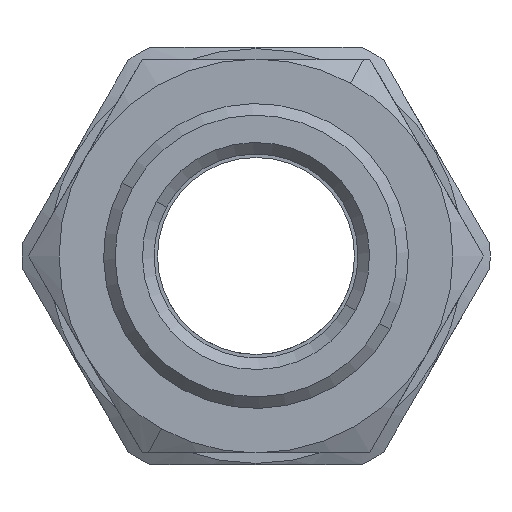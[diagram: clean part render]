
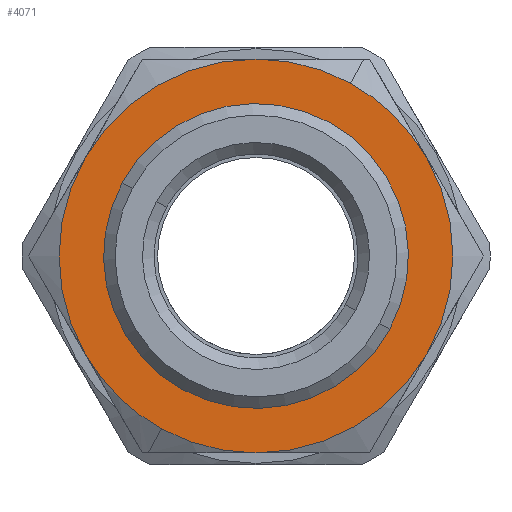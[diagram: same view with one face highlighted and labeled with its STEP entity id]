
A CAD part, front view. The second image highlights one B-rep face of the part: STEP entity #4071.
In plain terms, the highlighted planar face has unit normal (0, -1, 0).
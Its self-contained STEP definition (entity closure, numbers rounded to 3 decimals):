
#114=CARTESIAN_POINT('Vertex',(7.361,0.,4.25)) ;
#859=CARTESIAN_POINT('Vertex',(7.361,0.,-4.25)) ;
#891=CARTESIAN_POINT('Axis2P3D Location',(0.,0.,0.)) ;
#965=CARTESIAN_POINT('Vertex',(0.,0.,8.5)) ;
#1099=CARTESIAN_POINT('Vertex',(4.075,0.,7.459)) ;
#1102=CARTESIAN_POINT('Axis2P3D Location',(0.,0.,0.)) ;
#3044=CARTESIAN_POINT('Vertex',(0.,0.,-8.5)) ;
#3849=CARTESIAN_POINT('Axis2P3D Location',(0.,0.,0.)) ;
#4007=CARTESIAN_POINT('Axis2P3D Location',(0.,0.,0.)) ;
#4012=CARTESIAN_POINT('Axis2P3D Location',(0.,0.,0.)) ;
#4017=CARTESIAN_POINT('Axis2P3D Location',(0.,0.,0.)) ;
#4021=CARTESIAN_POINT('Vertex',(-7.361,0.,4.25)) ;
#4024=CARTESIAN_POINT('Axis2P3D Location',(0.,0.,0.)) ;
#4028=CARTESIAN_POINT('Vertex',(-7.361,0.,-4.25)) ;
#4031=CARTESIAN_POINT('Axis2P3D Location',(0.,0.,0.)) ;
#4035=CARTESIAN_POINT('Vertex',(-4.075,0.,-7.459)) ;
#4038=CARTESIAN_POINT('Axis2P3D Location',(0.,0.,0.)) ;
#4053=CARTESIAN_POINT('Axis2P3D Location',(0.,0.,0.)) ;
#4057=CARTESIAN_POINT('Vertex',(-5.773,0.,3.154)) ;
#4059=CARTESIAN_POINT('Vertex',(5.773,0.,-3.154)) ;
#4062=CARTESIAN_POINT('Axis2P3D Location',(0.,0.,0.)) ;
#892=DIRECTION('Axis2P3D Direction',(0.,1.,0.)) ;
#1103=DIRECTION('Axis2P3D Direction',(0.,1.,0.)) ;
#3850=DIRECTION('Axis2P3D Direction',(0.,1.,0.)) ;
#4008=DIRECTION('Axis2P3D Direction',(0.,1.,0.)) ;
#4009=DIRECTION('Axis2P3D XDirection',(-1.,0.,0.)) ;
#4013=DIRECTION('Axis2P3D Direction',(0.,1.,0.)) ;
#4018=DIRECTION('Axis2P3D Direction',(0.,1.,0.)) ;
#4025=DIRECTION('Axis2P3D Direction',(0.,1.,0.)) ;
#4032=DIRECTION('Axis2P3D Direction',(0.,1.,0.)) ;
#4039=DIRECTION('Axis2P3D Direction',(0.,1.,0.)) ;
#4054=DIRECTION('Axis2P3D Direction',(0.,1.,0.)) ;
#4063=DIRECTION('Axis2P3D Direction',(0.,1.,0.)) ;
#893=AXIS2_PLACEMENT_3D('Circle Axis2P3D',#891,#892,$) ;
#1104=AXIS2_PLACEMENT_3D('Circle Axis2P3D',#1102,#1103,$) ;
#3851=AXIS2_PLACEMENT_3D('Circle Axis2P3D',#3849,#3850,$) ;
#4010=AXIS2_PLACEMENT_3D('Plane Axis2P3D',#4007,#4008,#4009) ;
#4014=AXIS2_PLACEMENT_3D('Circle Axis2P3D',#4012,#4013,$) ;
#4019=AXIS2_PLACEMENT_3D('Circle Axis2P3D',#4017,#4018,$) ;
#4026=AXIS2_PLACEMENT_3D('Circle Axis2P3D',#4024,#4025,$) ;
#4033=AXIS2_PLACEMENT_3D('Circle Axis2P3D',#4031,#4032,$) ;
#4040=AXIS2_PLACEMENT_3D('Circle Axis2P3D',#4038,#4039,$) ;
#4055=AXIS2_PLACEMENT_3D('Circle Axis2P3D',#4053,#4054,$) ;
#4064=AXIS2_PLACEMENT_3D('Circle Axis2P3D',#4062,#4063,$) ;
#4044=ORIENTED_EDGE('',*,*,#1106,.F.) ;
#4045=ORIENTED_EDGE('',*,*,#4016,.F.) ;
#4046=ORIENTED_EDGE('',*,*,#4023,.F.) ;
#4047=ORIENTED_EDGE('',*,*,#4030,.F.) ;
#4048=ORIENTED_EDGE('',*,*,#4037,.F.) ;
#4049=ORIENTED_EDGE('',*,*,#4042,.F.) ;
#4050=ORIENTED_EDGE('',*,*,#3853,.F.) ;
#4051=ORIENTED_EDGE('',*,*,#895,.F.) ;
#4068=ORIENTED_EDGE('',*,*,#4061,.T.) ;
#4069=ORIENTED_EDGE('',*,*,#4066,.T.) ;
#4070=FACE_BOUND('',#4067,.T.) ;
#4071=ADVANCED_FACE('Corps principal',(#4052,#4070),#4011,.F.) ;
#894=CIRCLE('generated circle',#893,8.5) ;
#1105=CIRCLE('generated circle',#1104,8.5) ;
#3852=CIRCLE('generated circle',#3851,8.5) ;
#4015=CIRCLE('generated circle',#4014,8.5) ;
#4020=CIRCLE('generated circle',#4019,8.5) ;
#4027=CIRCLE('generated circle',#4026,8.5) ;
#4034=CIRCLE('generated circle',#4033,8.5) ;
#4041=CIRCLE('generated circle',#4040,8.5) ;
#4056=CIRCLE('generated circle',#4055,6.579) ;
#4065=CIRCLE('generated circle',#4064,6.579) ;
#895=EDGE_CURVE('',#115,#860,#894,.T.) ;
#1106=EDGE_CURVE('',#1100,#115,#1105,.T.) ;
#3853=EDGE_CURVE('',#860,#3045,#3852,.T.) ;
#4016=EDGE_CURVE('',#966,#1100,#4015,.T.) ;
#4023=EDGE_CURVE('',#4022,#966,#4020,.T.) ;
#4030=EDGE_CURVE('',#4029,#4022,#4027,.T.) ;
#4037=EDGE_CURVE('',#4036,#4029,#4034,.T.) ;
#4042=EDGE_CURVE('',#3045,#4036,#4041,.T.) ;
#4061=EDGE_CURVE('',#4058,#4060,#4056,.T.) ;
#4066=EDGE_CURVE('',#4060,#4058,#4065,.T.) ;
#4043=EDGE_LOOP('',(#4044,#4045,#4046,#4047,#4048,#4049,#4050,#4051)) ;
#4067=EDGE_LOOP('',(#4068,#4069)) ;
#4052=FACE_OUTER_BOUND('',#4043,.T.) ;
#4011=PLANE('',#4010) ;
#115=VERTEX_POINT('',#114) ;
#860=VERTEX_POINT('',#859) ;
#966=VERTEX_POINT('',#965) ;
#1100=VERTEX_POINT('',#1099) ;
#3045=VERTEX_POINT('',#3044) ;
#4022=VERTEX_POINT('',#4021) ;
#4029=VERTEX_POINT('',#4028) ;
#4036=VERTEX_POINT('',#4035) ;
#4058=VERTEX_POINT('',#4057) ;
#4060=VERTEX_POINT('',#4059) ;
